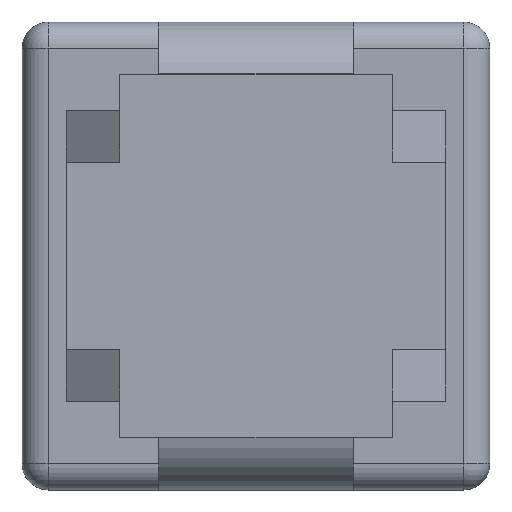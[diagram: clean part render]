
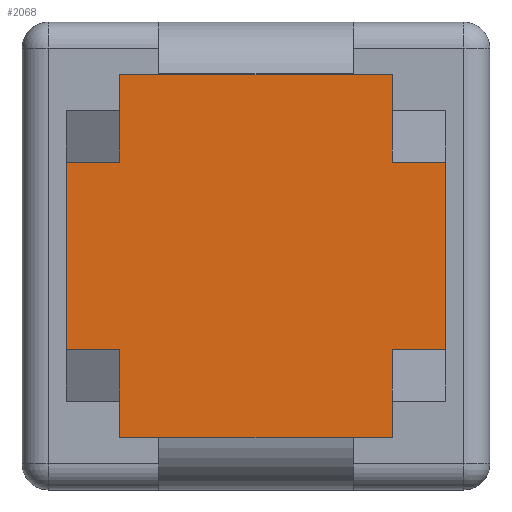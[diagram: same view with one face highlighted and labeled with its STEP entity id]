
A CAD part, top view. The second image highlights one B-rep face of the part: STEP entity #2068.
In plain terms, the highlighted planar face has unit normal (0, 0, 1).
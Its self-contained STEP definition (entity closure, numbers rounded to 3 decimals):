
#1893=CARTESIAN_POINT('',(21.484,0.,0.193));
#1894=DIRECTION('',(-0.,-0.,1.));
#1895=DIRECTION('',(1.,-0.,0.));
#1896=AXIS2_PLACEMENT_3D('',#1893,#1894,#1895);
#1897=PLANE('',#1896);
#1898=CARTESIAN_POINT('',(13.984,7.,0.193));
#1899=VERTEX_POINT('',#1898);
#1900=CARTESIAN_POINT('',(15.234,7.,0.193));
#1901=VERTEX_POINT('',#1900);
#1902=CARTESIAN_POINT('',(13.984,7.,0.193));
#1903=DIRECTION('',(1.,-0.,0.));
#1904=VECTOR('',#1903,1.25);
#1905=LINE('',#1902,#1904);
#1906=EDGE_CURVE('',#1899,#1901,#1905,.T.);
#1907=ORIENTED_EDGE('',*,*,#1906,.F.);
#1908=CARTESIAN_POINT('',(9.984,7.,0.193));
#1909=VERTEX_POINT('',#1908);
#1910=CARTESIAN_POINT('',(9.984,7.,0.193));
#1911=DIRECTION('',(1.,-0.,0.));
#1912=VECTOR('',#1911,4.);
#1913=LINE('',#1910,#1912);
#1914=EDGE_CURVE('',#1909,#1899,#1913,.T.);
#1915=ORIENTED_EDGE('',*,*,#1914,.F.);
#1916=CARTESIAN_POINT('',(5.984,7.,0.193));
#1917=VERTEX_POINT('',#1916);
#1918=CARTESIAN_POINT('',(5.984,7.,0.193));
#1919=DIRECTION('',(1.,-0.,0.));
#1920=VECTOR('',#1919,4.);
#1921=LINE('',#1918,#1920);
#1922=EDGE_CURVE('',#1917,#1909,#1921,.T.);
#1923=ORIENTED_EDGE('',*,*,#1922,.F.);
#1924=CARTESIAN_POINT('',(4.734,7.,0.193));
#1925=VERTEX_POINT('',#1924);
#1926=CARTESIAN_POINT('',(4.734,7.,0.193));
#1927=DIRECTION('',(1.,-0.,0.));
#1928=VECTOR('',#1927,1.25);
#1929=LINE('',#1926,#1928);
#1930=EDGE_CURVE('',#1925,#1917,#1929,.T.);
#1931=ORIENTED_EDGE('',*,*,#1930,.F.);
#1932=CARTESIAN_POINT('',(4.734,4.625,0.193));
#1933=VERTEX_POINT('',#1932);
#1934=CARTESIAN_POINT('',(4.734,4.625,0.193));
#1935=DIRECTION('',(-0.,1.,0.));
#1936=VECTOR('',#1935,2.375);
#1937=LINE('',#1934,#1936);
#1938=EDGE_CURVE('',#1933,#1925,#1937,.T.);
#1939=ORIENTED_EDGE('',*,*,#1938,.F.);
#1940=CARTESIAN_POINT('',(4.734,3.6,0.193));
#1941=VERTEX_POINT('',#1940);
#1942=CARTESIAN_POINT('',(4.734,3.6,0.193));
#1943=DIRECTION('',(-0.,1.,0.));
#1944=VECTOR('',#1943,1.025);
#1945=LINE('',#1942,#1944);
#1946=EDGE_CURVE('',#1941,#1933,#1945,.T.);
#1947=ORIENTED_EDGE('',*,*,#1946,.F.);
#1948=CARTESIAN_POINT('',(2.684,3.6,0.193));
#1949=VERTEX_POINT('',#1948);
#1950=CARTESIAN_POINT('',(2.684,3.6,0.193));
#1951=DIRECTION('',(1.,-0.,0.));
#1952=VECTOR('',#1951,2.05);
#1953=LINE('',#1950,#1952);
#1954=EDGE_CURVE('',#1949,#1941,#1953,.T.);
#1955=ORIENTED_EDGE('',*,*,#1954,.F.);
#1956=CARTESIAN_POINT('',(2.684,0.,0.193));
#1957=VERTEX_POINT('',#1956);
#1958=CARTESIAN_POINT('',(2.684,0.,0.193));
#1959=DIRECTION('',(0.,1.,0.));
#1960=VECTOR('',#1959,3.6);
#1961=LINE('',#1958,#1960);
#1962=EDGE_CURVE('',#1957,#1949,#1961,.T.);
#1963=ORIENTED_EDGE('',*,*,#1962,.F.);
#1964=CARTESIAN_POINT('',(2.684,-3.6,0.193));
#1965=VERTEX_POINT('',#1964);
#1966=CARTESIAN_POINT('',(2.684,-3.6,0.193));
#1967=DIRECTION('',(0.,1.,0.));
#1968=VECTOR('',#1967,3.6);
#1969=LINE('',#1966,#1968);
#1970=EDGE_CURVE('',#1965,#1957,#1969,.T.);
#1971=ORIENTED_EDGE('',*,*,#1970,.F.);
#1972=CARTESIAN_POINT('',(4.734,-3.6,0.193));
#1973=VERTEX_POINT('',#1972);
#1974=CARTESIAN_POINT('',(4.734,-3.6,0.193));
#1975=DIRECTION('',(-1.,0.,-0.));
#1976=VECTOR('',#1975,2.05);
#1977=LINE('',#1974,#1976);
#1978=EDGE_CURVE('',#1973,#1965,#1977,.T.);
#1979=ORIENTED_EDGE('',*,*,#1978,.F.);
#1980=CARTESIAN_POINT('',(4.734,-4.625,0.193));
#1981=VERTEX_POINT('',#1980);
#1982=CARTESIAN_POINT('',(4.734,-4.625,0.193));
#1983=DIRECTION('',(-0.,1.,0.));
#1984=VECTOR('',#1983,1.025);
#1985=LINE('',#1982,#1984);
#1986=EDGE_CURVE('',#1981,#1973,#1985,.T.);
#1987=ORIENTED_EDGE('',*,*,#1986,.F.);
#1988=CARTESIAN_POINT('',(4.734,-7.,0.193));
#1989=VERTEX_POINT('',#1988);
#1990=CARTESIAN_POINT('',(4.734,-7.,0.193));
#1991=DIRECTION('',(-0.,1.,0.));
#1992=VECTOR('',#1991,2.375);
#1993=LINE('',#1990,#1992);
#1994=EDGE_CURVE('',#1989,#1981,#1993,.T.);
#1995=ORIENTED_EDGE('',*,*,#1994,.F.);
#1996=CARTESIAN_POINT('',(5.984,-7.,0.193));
#1997=VERTEX_POINT('',#1996);
#1998=CARTESIAN_POINT('',(5.984,-7.,0.193));
#1999=DIRECTION('',(-1.,0.,-0.));
#2000=VECTOR('',#1999,1.25);
#2001=LINE('',#1998,#2000);
#2002=EDGE_CURVE('',#1997,#1989,#2001,.T.);
#2003=ORIENTED_EDGE('',*,*,#2002,.F.);
#2004=CARTESIAN_POINT('',(9.984,-7.,0.193));
#2005=VERTEX_POINT('',#2004);
#2006=CARTESIAN_POINT('',(9.984,-7.,0.193));
#2007=DIRECTION('',(-1.,0.,-0.));
#2008=VECTOR('',#2007,4.);
#2009=LINE('',#2006,#2008);
#2010=EDGE_CURVE('',#2005,#1997,#2009,.T.);
#2011=ORIENTED_EDGE('',*,*,#2010,.F.);
#2012=CARTESIAN_POINT('',(13.984,-7.,0.193));
#2013=VERTEX_POINT('',#2012);
#2014=CARTESIAN_POINT('',(13.984,-7.,0.193));
#2015=DIRECTION('',(-1.,0.,-0.));
#2016=VECTOR('',#2015,4.);
#2017=LINE('',#2014,#2016);
#2018=EDGE_CURVE('',#2013,#2005,#2017,.T.);
#2019=ORIENTED_EDGE('',*,*,#2018,.F.);
#2020=CARTESIAN_POINT('',(15.234,-7.,0.193));
#2021=VERTEX_POINT('',#2020);
#2022=CARTESIAN_POINT('',(15.234,-7.,0.193));
#2023=DIRECTION('',(-1.,0.,-0.));
#2024=VECTOR('',#2023,1.25);
#2025=LINE('',#2022,#2024);
#2026=EDGE_CURVE('',#2021,#2013,#2025,.T.);
#2027=ORIENTED_EDGE('',*,*,#2026,.F.);
#2028=CARTESIAN_POINT('',(15.234,-3.6,0.193));
#2029=VERTEX_POINT('',#2028);
#2030=CARTESIAN_POINT('',(15.234,-3.6,0.193));
#2031=DIRECTION('',(-0.,-1.,-0.));
#2032=VECTOR('',#2031,3.4);
#2033=LINE('',#2030,#2032);
#2034=EDGE_CURVE('',#2029,#2021,#2033,.T.);
#2035=ORIENTED_EDGE('',*,*,#2034,.F.);
#2036=CARTESIAN_POINT('',(17.284,-3.6,0.193));
#2037=VERTEX_POINT('',#2036);
#2038=CARTESIAN_POINT('',(17.284,-3.6,0.193));
#2039=DIRECTION('',(-1.,0.,-0.));
#2040=VECTOR('',#2039,2.05);
#2041=LINE('',#2038,#2040);
#2042=EDGE_CURVE('',#2037,#2029,#2041,.T.);
#2043=ORIENTED_EDGE('',*,*,#2042,.F.);
#2044=CARTESIAN_POINT('',(17.284,3.6,0.193));
#2045=VERTEX_POINT('',#2044);
#2046=CARTESIAN_POINT('',(17.284,3.6,0.193));
#2047=DIRECTION('',(-0.,-1.,-0.));
#2048=VECTOR('',#2047,7.2);
#2049=LINE('',#2046,#2048);
#2050=EDGE_CURVE('',#2045,#2037,#2049,.T.);
#2051=ORIENTED_EDGE('',*,*,#2050,.F.);
#2052=CARTESIAN_POINT('',(15.234,3.6,0.193));
#2053=VERTEX_POINT('',#2052);
#2054=CARTESIAN_POINT('',(15.234,3.6,0.193));
#2055=DIRECTION('',(1.,-0.,0.));
#2056=VECTOR('',#2055,2.05);
#2057=LINE('',#2054,#2056);
#2058=EDGE_CURVE('',#2053,#2045,#2057,.T.);
#2059=ORIENTED_EDGE('',*,*,#2058,.F.);
#2060=CARTESIAN_POINT('',(15.234,7.,0.193));
#2061=DIRECTION('',(-0.,-1.,-0.));
#2062=VECTOR('',#2061,3.4);
#2063=LINE('',#2060,#2062);
#2064=EDGE_CURVE('',#1901,#2053,#2063,.T.);
#2065=ORIENTED_EDGE('',*,*,#2064,.F.);
#2066=EDGE_LOOP('',(#1907,#1915,#1923,#1931,#1939,#1947,#1955,#1963,#1971,#1979,#1987,#1995,#2003,#2011,#2019,#2027,#2035,#2043,#2051,#2059,#2065));
#2067=FACE_BOUND('',#2066,.T.);
#2068=ADVANCED_FACE('',(#2067),#1897,.T.);
